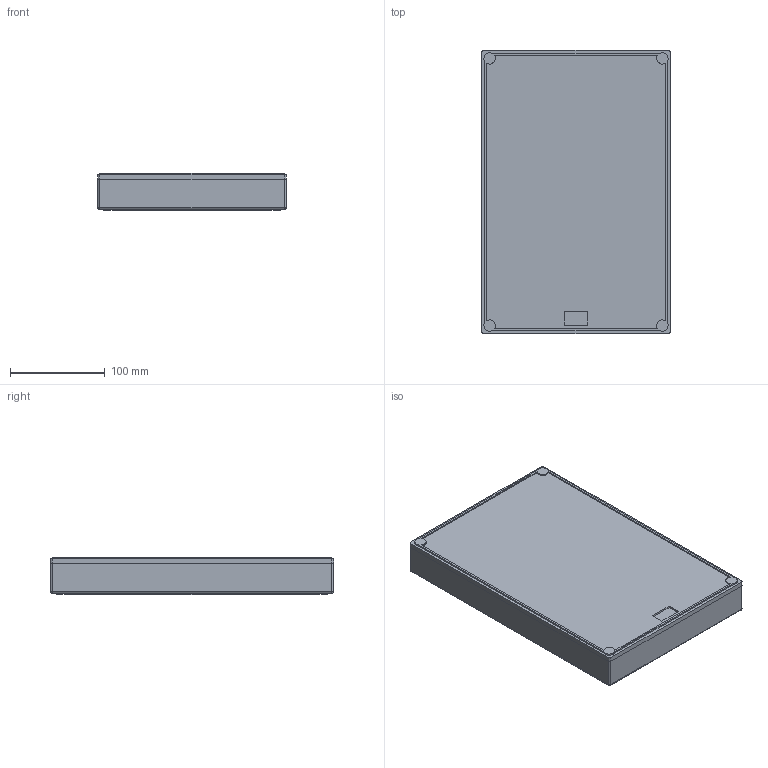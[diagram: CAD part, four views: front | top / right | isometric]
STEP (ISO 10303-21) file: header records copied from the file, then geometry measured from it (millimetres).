
FILE_DESCRIPTION((''),'2;1');
FILE_NAME('GW42004_ASM','2021-07-16T10:33:09',('User'),('Axiro Italia'),'CREO PARAMETRIC BY PTC INC, 2020354','CREO PARAMETRIC BY PTC INC, 2020354','');
FILE_SCHEMA(('CONFIG_CONTROL_DESIGN'));
Length unit declared in the file: millimetre
Products named in the file (3): GW42004_SCATOLA_OR; GW42004_COPERCHIO_OR_RED; GW42004_ASM
Assembly tree (2 placements, depth 2):
  GW42004_ASM
    GW42004_SCATOLA_OR
    GW42004_COPERCHIO_OR_RED
Bounding box: 199 x 299 x 40 mm (x, y, z)
Volume: 623305.3 mm3; surface area: 338394.1 mm2
Topology: 2 solids, 2 shells, 595 faces, 1560 edges, 1036 vertices
Faces by surface type: plane 443, cylinder 96, cone 52, sphere 4
Entity records: 18282 total; most frequent: CARTESIAN_POINT 3196, ORIENTED_EDGE 3120, DIRECTION 3056, EDGE_CURVE 1560, VECTOR 1264, LINE 1264, VERTEX_POINT 1036, AXIS2_PLACEMENT_3D 896
